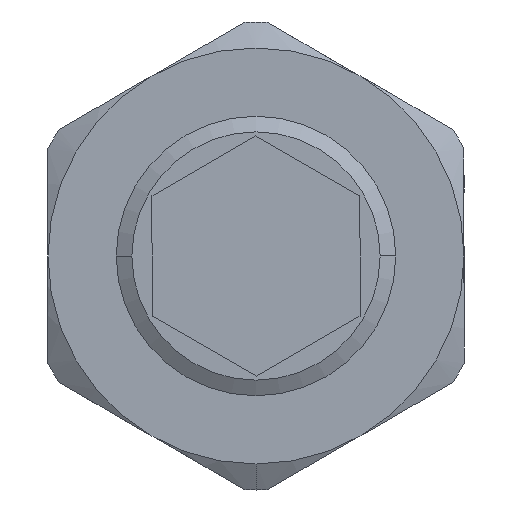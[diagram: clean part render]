
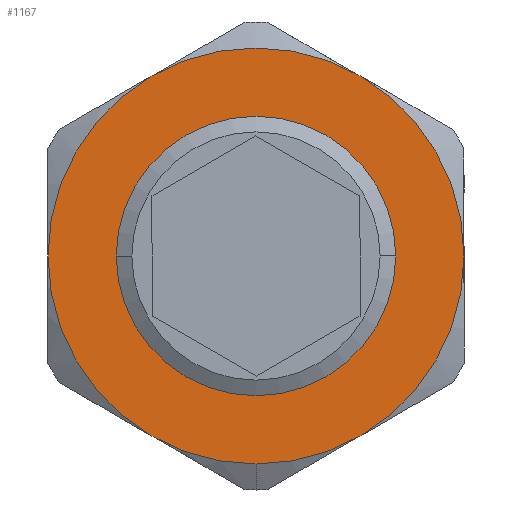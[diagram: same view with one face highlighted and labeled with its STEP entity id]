
A CAD part, left-side view. The second image highlights one B-rep face of the part: STEP entity #1167.
In plain terms, the highlighted planar face has unit normal (-1, 0, 0).
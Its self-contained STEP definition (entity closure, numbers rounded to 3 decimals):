
#47 = CIRCLE ( 'NONE', #1390, 16. ) ;
#61 = ORIENTED_EDGE ( 'NONE', *, *, #227, .T. ) ;
#84 = CARTESIAN_POINT ( 'NONE',  ( 0., 0., 0. ) ) ;
#92 = AXIS2_PLACEMENT_3D ( 'NONE', #609, #2038, #492 ) ;
#130 = CIRCLE ( 'NONE', #2559, 16. ) ;
#134 = CIRCLE ( 'NONE', #1064, 16. ) ;
#139 = CIRCLE ( 'NONE', #2889, 16. ) ;
#210 = AXIS2_PLACEMENT_3D ( 'NONE', #1385, #1139, #1367 ) ;
#227 = EDGE_CURVE ( 'NONE', #590, #2037, #1316, .T. ) ;
#284 = EDGE_CURVE ( 'NONE', #1772, #590, #624, .T. ) ;
#299 = CIRCLE ( 'NONE', #1971, 10.75 ) ;
#305 = DIRECTION ( 'NONE',  ( 1., 0., 0. ) ) ;
#341 = DIRECTION ( 'NONE',  ( 0., 0., -1. ) ) ;
#357 = ORIENTED_EDGE ( 'NONE', *, *, #1687, .T. ) ;
#360 = ORIENTED_EDGE ( 'NONE', *, *, #1783, .T. ) ;
#384 = DIRECTION ( 'NONE',  ( 0., 0., -1. ) ) ;
#492 = DIRECTION ( 'NONE',  ( 0., 0., 1. ) ) ;
#513 = ORIENTED_EDGE ( 'NONE', *, *, #1334, .T. ) ;
#519 = DIRECTION ( 'NONE',  ( -1., 0., 0. ) ) ;
#590 = VERTEX_POINT ( 'NONE', #1972 ) ;
#609 = CARTESIAN_POINT ( 'NONE',  ( 0., 0., 0. ) ) ;
#624 = CIRCLE ( 'NONE', #92, 16. ) ;
#682 = DIRECTION ( 'NONE',  ( 0., 0., 1. ) ) ;
#733 = AXIS2_PLACEMENT_3D ( 'NONE', #2920, #1563, #384 ) ;
#763 = EDGE_CURVE ( 'NONE', #1952, #1682, #47, .T. ) ;
#784 = ORIENTED_EDGE ( 'NONE', *, *, #2035, .T. ) ;
#831 = CARTESIAN_POINT ( 'NONE',  ( 0., 0., -16. ) ) ;
#947 = CARTESIAN_POINT ( 'NONE',  ( 0., 16., 0. ) ) ;
#1030 = CARTESIAN_POINT ( 'NONE',  ( 0., 16., 0. ) ) ;
#1055 = VERTEX_POINT ( 'NONE', #1156 ) ;
#1058 = CARTESIAN_POINT ( 'NONE',  ( 0., 0., 0. ) ) ;
#1064 = AXIS2_PLACEMENT_3D ( 'NONE', #1305, #1854, #2039 ) ;
#1139 = DIRECTION ( 'NONE',  ( -1., 0., 0. ) ) ;
#1156 = CARTESIAN_POINT ( 'NONE',  ( 0., -10.75, 0. ) ) ;
#1167 = ADVANCED_FACE ( 'NONE', ( #2784, #1380 ), #2325, .F. ) ;
#1227 = VERTEX_POINT ( 'NONE', #2665 ) ;
#1261 = EDGE_LOOP ( 'NONE', ( #61, #357, #2651, #513, #2538, #1644, #1588 ) ) ;
#1302 = CARTESIAN_POINT ( 'NONE',  ( 0., 10.75, 0. ) ) ;
#1305 = CARTESIAN_POINT ( 'NONE',  ( 0., 0., 0. ) ) ;
#1316 = CIRCLE ( 'NONE', #210, 16. ) ;
#1334 = EDGE_CURVE ( 'NONE', #1682, #1227, #2303, .T. ) ;
#1367 = DIRECTION ( 'NONE',  ( 0., 0., 1. ) ) ;
#1380 = FACE_OUTER_BOUND ( 'NONE', #1261, .T. ) ;
#1385 = CARTESIAN_POINT ( 'NONE',  ( 0., 0., 0. ) ) ;
#1390 = AXIS2_PLACEMENT_3D ( 'NONE', #84, #1499, #1612 ) ;
#1497 = EDGE_CURVE ( 'NONE', #1227, #1892, #130, .T. ) ;
#1499 = DIRECTION ( 'NONE',  ( -1., 0., 0. ) ) ;
#1563 = DIRECTION ( 'NONE',  ( 1., 0., 0. ) ) ;
#1588 = ORIENTED_EDGE ( 'NONE', *, *, #284, .T. ) ;
#1612 = DIRECTION ( 'NONE',  ( 0., 0., 1. ) ) ;
#1644 = ORIENTED_EDGE ( 'NONE', *, *, #2506, .T. ) ;
#1682 = VERTEX_POINT ( 'NONE', #831 ) ;
#1687 = EDGE_CURVE ( 'NONE', #2037, #1952, #134, .T. ) ;
#1723 = CARTESIAN_POINT ( 'NONE',  ( 0., 0., 0. ) ) ;
#1765 = DIRECTION ( 'NONE',  ( -1., 0., 0. ) ) ;
#1772 = VERTEX_POINT ( 'NONE', #2635 ) ;
#1776 = DIRECTION ( 'NONE',  ( 0., 0., 1. ) ) ;
#1779 = CARTESIAN_POINT ( 'NONE',  ( 0., 0., 0. ) ) ;
#1783 = EDGE_CURVE ( 'NONE', #1055, #2111, #2091, .T. ) ;
#1815 = DIRECTION ( 'NONE',  ( 0., 0., 1. ) ) ;
#1854 = DIRECTION ( 'NONE',  ( -1., 0., 0. ) ) ;
#1892 = VERTEX_POINT ( 'NONE', #2079 ) ;
#1952 = VERTEX_POINT ( 'NONE', #2883 ) ;
#1971 = AXIS2_PLACEMENT_3D ( 'NONE', #1058, #305, #341 ) ;
#1972 = CARTESIAN_POINT ( 'NONE',  ( 0., 8., 13.856 ) ) ;
#2035 = EDGE_CURVE ( 'NONE', #2111, #1055, #299, .T. ) ;
#2037 = VERTEX_POINT ( 'NONE', #947 ) ;
#2038 = DIRECTION ( 'NONE',  ( -1., 0., 0. ) ) ;
#2039 = DIRECTION ( 'NONE',  ( 0., 0., 1. ) ) ;
#2079 = CARTESIAN_POINT ( 'NONE',  ( 0., -16., 0. ) ) ;
#2091 = CIRCLE ( 'NONE', #733, 10.75 ) ;
#2111 = VERTEX_POINT ( 'NONE', #1302 ) ;
#2303 = CIRCLE ( 'NONE', #2666, 16. ) ;
#2325 = PLANE ( 'NONE',  #2358 ) ;
#2358 = AXIS2_PLACEMENT_3D ( 'NONE', #1030, #2399, #2429 ) ;
#2399 = DIRECTION ( 'NONE',  ( 1., 0., 0. ) ) ;
#2429 = DIRECTION ( 'NONE',  ( 0., 0., -1. ) ) ;
#2506 = EDGE_CURVE ( 'NONE', #1892, #1772, #139, .T. ) ;
#2538 = ORIENTED_EDGE ( 'NONE', *, *, #1497, .T. ) ;
#2559 = AXIS2_PLACEMENT_3D ( 'NONE', #1779, #519, #682 ) ;
#2614 = DIRECTION ( 'NONE',  ( -1., 0., 0. ) ) ;
#2635 = CARTESIAN_POINT ( 'NONE',  ( 0., -8., 13.856 ) ) ;
#2651 = ORIENTED_EDGE ( 'NONE', *, *, #763, .T. ) ;
#2665 = CARTESIAN_POINT ( 'NONE',  ( 0., -8., -13.856 ) ) ;
#2666 = AXIS2_PLACEMENT_3D ( 'NONE', #2683, #2614, #1776 ) ;
#2669 = EDGE_LOOP ( 'NONE', ( #784, #360 ) ) ;
#2683 = CARTESIAN_POINT ( 'NONE',  ( 0., 0., 0. ) ) ;
#2784 = FACE_BOUND ( 'NONE', #2669, .T. ) ;
#2883 = CARTESIAN_POINT ( 'NONE',  ( 0., 8., -13.856 ) ) ;
#2889 = AXIS2_PLACEMENT_3D ( 'NONE', #1723, #1765, #1815 ) ;
#2920 = CARTESIAN_POINT ( 'NONE',  ( 0., 0., 0. ) ) ;
